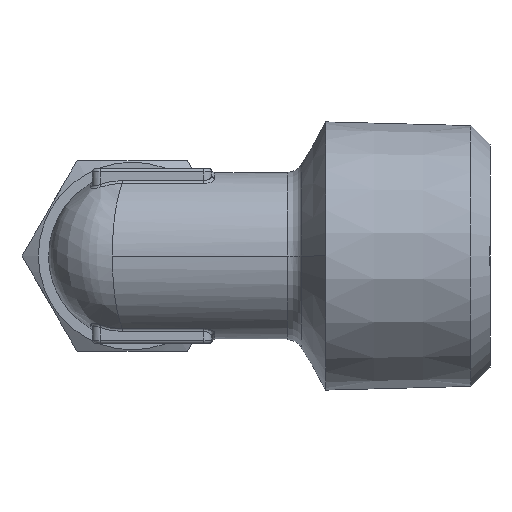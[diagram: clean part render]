
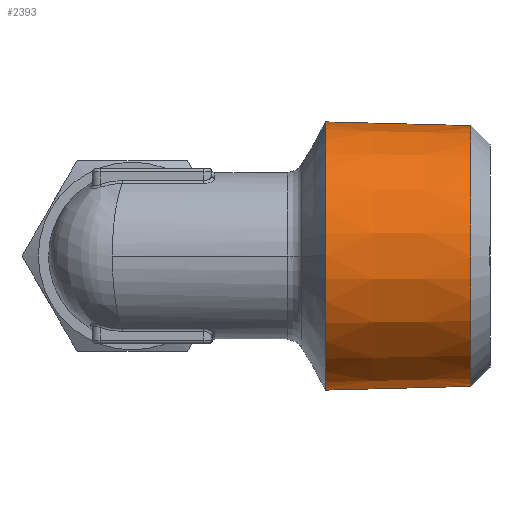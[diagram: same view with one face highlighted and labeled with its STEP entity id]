
A CAD part, left-side view. The second image highlights one B-rep face of the part: STEP entity #2393.
In plain terms, the highlighted conical face has half-angle 1.47 degrees and reference radius 8.462 mm.
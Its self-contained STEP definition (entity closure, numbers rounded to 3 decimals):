
#68 = EDGE_LOOP ( 'NONE', ( #1687, #1688, #1689, #1686, #1690 ) ) ;
#158 = VECTOR ( 'NONE', #3567, 1000. ) ;
#279 = EDGE_CURVE ( 'NONE', #5260, #5262, #4155, .T. ) ;
#343 = AXIS2_PLACEMENT_3D ( 'NONE', #1890, #1891, #1892 ) ;
#345 = CONICAL_SURFACE ( 'NONE', #343, 8.462, 0.026 ) ;
#418 = CIRCLE ( 'NONE', #419, 8.198 ) ;
#419 = AXIS2_PLACEMENT_3D ( 'NONE', #2083, #2084, #2085 ) ;
#589 = VECTOR ( 'NONE', #2516, 1000. ) ;
#674 = CIRCLE ( 'NONE', #694, 8.432 ) ;
#694 = AXIS2_PLACEMENT_3D ( 'NONE', #2103, #2104, #2105 ) ;
#787 = EDGE_CURVE ( 'NONE', #5301, #5262, #5201, .T. ) ;
#833 = EDGE_CURVE ( 'NONE', #5261, #5264, #4280, .T. ) ;
#912 = EDGE_CURVE ( 'NONE', #5264, #5301, #674, .T. ) ;
#1686 = ORIENTED_EDGE ( 'NONE', *, *, #912, .T. ) ;
#1687 = ORIENTED_EDGE ( 'NONE', *, *, #279, .F. ) ;
#1688 = ORIENTED_EDGE ( 'NONE', *, *, #2439, .F. ) ;
#1689 = ORIENTED_EDGE ( 'NONE', *, *, #833, .T. ) ;
#1690 = ORIENTED_EDGE ( 'NONE', *, *, #787, .T. ) ;
#1890 = CARTESIAN_POINT ( 'NONE',  ( 0., -11., 0. ) ) ;
#1891 = DIRECTION ( 'NONE',  ( 0., 1., 0. ) ) ;
#1892 = DIRECTION ( 'NONE',  ( 0., 0., 1. ) ) ;
#2083 = CARTESIAN_POINT ( 'NONE',  ( 0., -21.3, 0. ) ) ;
#2084 = DIRECTION ( 'NONE',  ( 0., -1., 0. ) ) ;
#2085 = DIRECTION ( 'NONE',  ( 0., 0., -1. ) ) ;
#2103 = CARTESIAN_POINT ( 'NONE',  ( 0., -12.172, 0. ) ) ;
#2104 = DIRECTION ( 'NONE',  ( 0., -1., 0. ) ) ;
#2105 = DIRECTION ( 'NONE',  ( 0., 0., 1. ) ) ;
#2393 = ADVANCED_FACE ( 'NONE', ( #4346 ), #345, .T. ) ;
#2439 = EDGE_CURVE ( 'NONE', #5261, #5260, #418, .T. ) ;
#2515 = CARTESIAN_POINT ( 'NONE',  ( 0., -11., 8.462 ) ) ;
#2516 = DIRECTION ( 'NONE',  ( 0., 1., 0.026 ) ) ;
#3107 = CARTESIAN_POINT ( 'NONE',  ( 0., -12.172, 0. ) ) ;
#3108 = DIRECTION ( 'NONE',  ( 0., -1., 0. ) ) ;
#3109 = DIRECTION ( 'NONE',  ( 0., 0., 1. ) ) ;
#3495 = CARTESIAN_POINT ( 'NONE',  ( 0., -21.3, -8.198 ) ) ;
#3496 = CARTESIAN_POINT ( 'NONE',  ( 0., -21.3, 8.198 ) ) ;
#3497 = CARTESIAN_POINT ( 'NONE',  ( 0., -12.172, -8.432 ) ) ;
#3499 = CARTESIAN_POINT ( 'NONE',  ( 0., -12.172, 8.432 ) ) ;
#3536 = CARTESIAN_POINT ( 'NONE',  ( -8.432, -12.172, 0. ) ) ;
#3566 = CARTESIAN_POINT ( 'NONE',  ( 0., -11., -8.462 ) ) ;
#3567 = DIRECTION ( 'NONE',  ( 0., 1., -0.026 ) ) ;
#4155 = LINE ( 'NONE', #3566, #158 ) ;
#4280 = LINE ( 'NONE', #2515, #589 ) ;
#4346 = FACE_OUTER_BOUND ( 'NONE', #68, .T. ) ;
#5200 = AXIS2_PLACEMENT_3D ( 'NONE', #3107, #3108, #3109 ) ;
#5201 = CIRCLE ( 'NONE', #5200, 8.432 ) ;
#5260 = VERTEX_POINT ( 'NONE', #3495 ) ;
#5261 = VERTEX_POINT ( 'NONE', #3496 ) ;
#5262 = VERTEX_POINT ( 'NONE', #3497 ) ;
#5264 = VERTEX_POINT ( 'NONE', #3499 ) ;
#5301 = VERTEX_POINT ( 'NONE', #3536 ) ;
